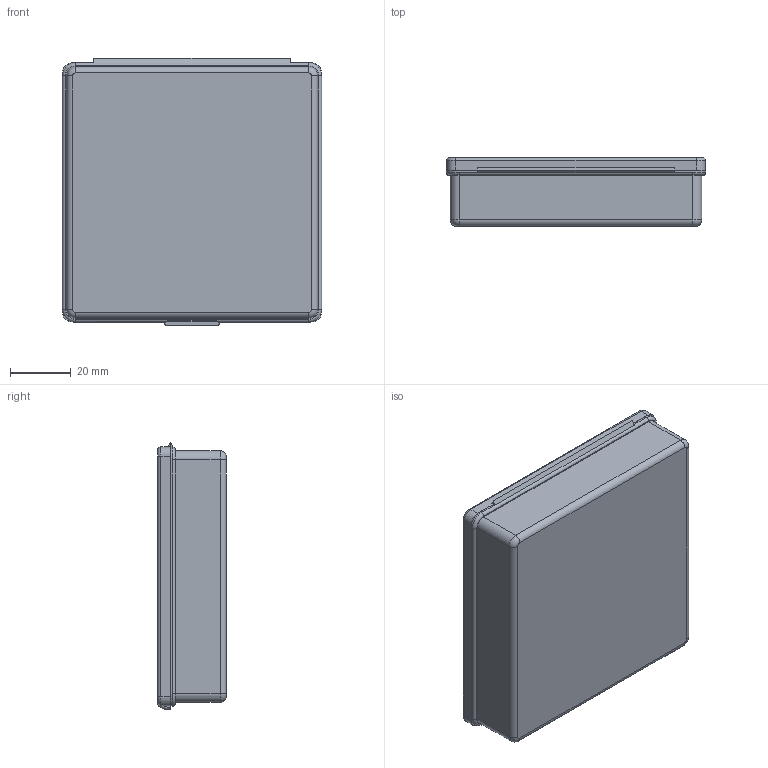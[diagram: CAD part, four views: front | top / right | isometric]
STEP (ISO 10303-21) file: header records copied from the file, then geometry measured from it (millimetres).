
FILE_DESCRIPTION (( 'STEP AP214' ), '1' );
FILE_NAME ('B117 Êîðîáêà ïëàñòèêîâàÿ, ?80x80x20 ìì.STEP', '2020-02-06T13:02:33', ( 'Ïîëüçîâàòåëü Windows' ), ( '' ), 'SwSTEP 2.0', 'SolidWorks 2019', '' );
FILE_SCHEMA (( 'AUTOMOTIVE_DESIGN' ));
Length unit declared in the file: millimetre
Products named in the file (3): B117 Êîðîáêà ïëàñòèêîâàÿ, ?80x80x20 ìì; B117 澎觐耱黖00; B117 Êðûøêà_00
Assembly tree (2 placements, depth 2):
  B117 Êîðîáêà ïëàñòèêîâàÿ, ?80x80x20 ìì
    B117 澎觐耱黖00
    B117 Êðûøêà_00
Bounding box: 85.6 x 22.6 x 88.2 mm (x, y, z)
Volume: 25650.1 mm3; surface area: 44512.3 mm2
Topology: 3 solids, 3 shells, 219 faces, 527 edges, 320 vertices
Faces by surface type: cylinder 100, plane 81, torus 24, bspline 12, sphere 2
Entity records: 6880 total; most frequent: CARTESIAN_POINT 1823, ORIENTED_EDGE 1050, DIRECTION 1021, EDGE_CURVE 525, AXIS2_PLACEMENT_3D 362, VERTEX_POINT 320, VECTOR 297, LINE 297
